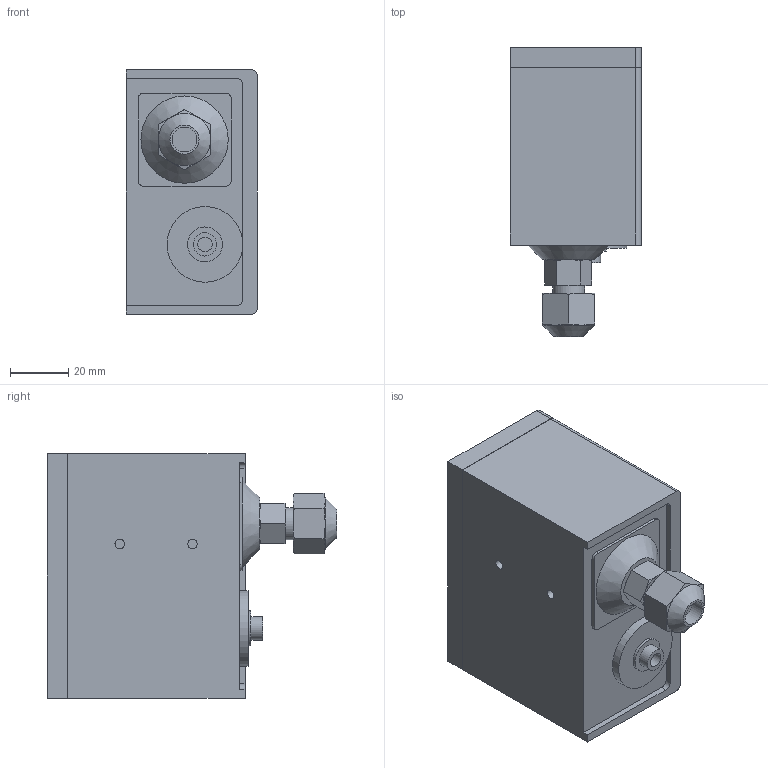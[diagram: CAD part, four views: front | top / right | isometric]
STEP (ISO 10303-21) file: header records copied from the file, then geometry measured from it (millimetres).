
FILE_DESCRIPTION(/* description */ ('РД-2Р'),/* implementation_level */ '2;1');
FILE_NAME(/* name */ 'РД-2Р.stp',/* time_stamp */ '2023-02-15T09:47:50+03:00',/* author */ ('Tech'),/* organization */ (''),/* preprocessor_version */ 'ST-DEVELOPER v18.1',/* originating_system */ 'Autodesk Inventor 2021',/* authorisation */ '');
FILE_SCHEMA (('AUTOMOTIVE_DESIGN { 1 0 10303 214 3 1 1 }'));
Length unit declared in the file: millimetre
Products named in the file (1): РД-2Р
Bounding box: 45.1 x 99.5 x 84 mm (x, y, z)
Volume: 261268.8 mm3; surface area: 27951.1 mm2
Topology: 1 solids, 1 shells, 157 faces, 410 edges, 279 vertices
Faces by surface type: plane 111, cylinder 31, cone 15
Full cylindrical faces by diameter (mm): 2.067 x1, 3.242 x2, 4.092 x1, 5 x1, 8 x1, 8.5 x1, 11 x1, 12 x1, 26 x1
Entity records: 4850 total; most frequent: CARTESIAN_POINT 938, ORIENTED_EDGE 822, DIRECTION 781, EDGE_CURVE 411, VERTEX_POINT 279, LINE 271, VECTOR 271, AXIS2_PLACEMENT_3D 255
